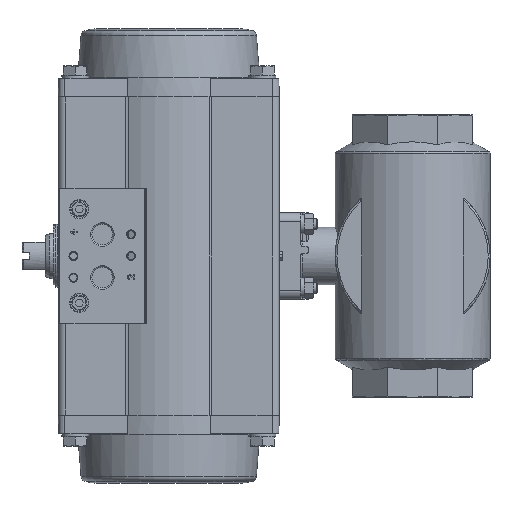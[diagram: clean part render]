
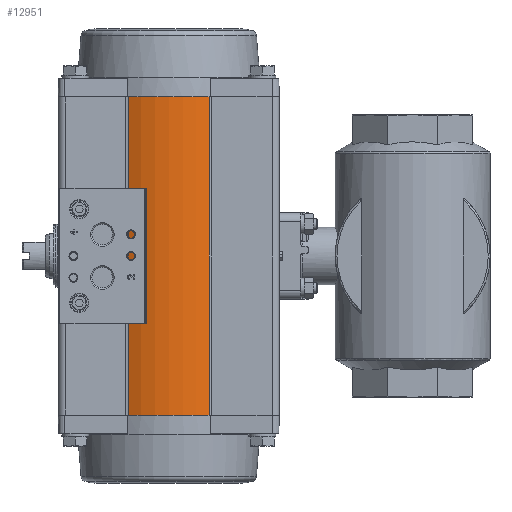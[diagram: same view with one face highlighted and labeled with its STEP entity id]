
A CAD part, left-side view. The second image highlights one B-rep face of the part: STEP entity #12951.
In plain terms, the highlighted cylindrical face has radius 51 mm (diameter 102 mm), a partial arc.
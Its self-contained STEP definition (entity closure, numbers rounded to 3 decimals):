
#1704=LINE('',#21721,#2483);
#1705=LINE('',#21725,#2484);
#2483=VECTOR('',#16938,1000.);
#2484=VECTOR('',#16945,1000.);
#4513=ORIENTED_EDGE('',*,*,#7421,.T.);
#4514=ORIENTED_EDGE('',*,*,#7420,.F.);
#4515=ORIENTED_EDGE('',*,*,#7422,.F.);
#4516=ORIENTED_EDGE('',*,*,#7423,.T.);
#7420=EDGE_CURVE('',#8617,#8585,#1704,.T.);
#7421=EDGE_CURVE('',#8581,#8585,#9789,.T.);
#7422=EDGE_CURVE('',#8612,#8617,#9790,.T.);
#7423=EDGE_CURVE('',#8612,#8581,#1705,.T.);
#8581=VERTEX_POINT('',#20484);
#8585=VERTEX_POINT('',#20492);
#8612=VERTEX_POINT('',#20583);
#8617=VERTEX_POINT('',#20593);
#9789=CIRCLE('',#14243,51.);
#9790=CIRCLE('',#14244,51.);
#10599=EDGE_LOOP('',(#4513,#4514,#4515,#4516));
#11728=FACE_BOUND('',#10599,.T.);
#12489=CYLINDRICAL_SURFACE('',#14242,51.);
#12951=ADVANCED_FACE('',(#11728),#12489,.T.);
#14242=AXIS2_PLACEMENT_3D('',#21722,#16939,#16940);
#14243=AXIS2_PLACEMENT_3D('',#21723,#16941,#16942);
#14244=AXIS2_PLACEMENT_3D('',#21724,#16943,#16944);
#16938=DIRECTION('',(0.,0.,-1.));
#16939=DIRECTION('',(0.,0.,-1.));
#16940=DIRECTION('',(-1.,0.,0.));
#16941=DIRECTION('',(0.,0.,1.));
#16942=DIRECTION('',(1.,0.,0.));
#16943=DIRECTION('',(0.,0.,1.));
#16944=DIRECTION('',(1.,0.,0.));
#16945=DIRECTION('',(0.,0.,-1.));
#20484=CARTESIAN_POINT('',(45.806,-22.424,-88.35));
#20492=CARTESIAN_POINT('',(45.806,22.424,-88.35));
#20583=CARTESIAN_POINT('',(45.806,-22.424,88.35));
#20593=CARTESIAN_POINT('',(45.806,22.424,88.35));
#21721=CARTESIAN_POINT('',(45.806,22.424,88.35));
#21722=CARTESIAN_POINT('',(0.,0.,88.35));
#21723=CARTESIAN_POINT('',(0.,0.,-88.35));
#21724=CARTESIAN_POINT('',(0.,0.,88.35));
#21725=CARTESIAN_POINT('',(45.806,-22.424,88.35));
